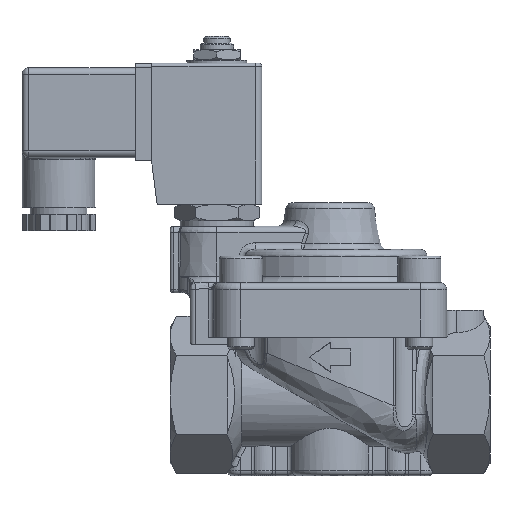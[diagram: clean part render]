
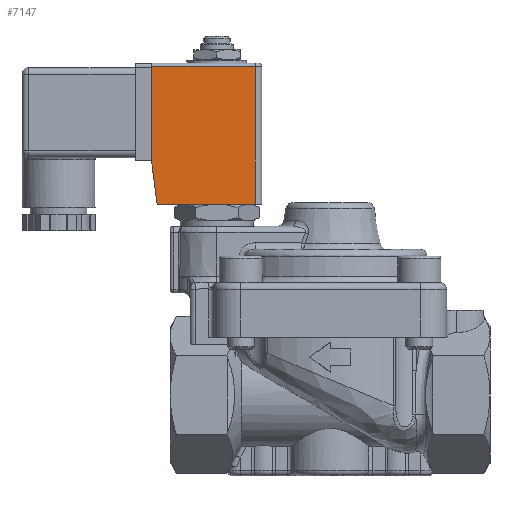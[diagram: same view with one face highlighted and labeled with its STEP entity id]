
A CAD part, left-side view. The second image highlights one B-rep face of the part: STEP entity #7147.
In plain terms, the highlighted planar face has unit normal (-1, 0, 0).
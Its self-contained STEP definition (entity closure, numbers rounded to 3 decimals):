
#464=LINE('',#11018,#844);
#481=LINE('',#11079,#861);
#487=LINE('',#11091,#867);
#491=LINE('',#11112,#871);
#494=LINE('',#11132,#874);
#844=VECTOR('',#8770,29.427);
#861=VECTOR('',#8825,12.197);
#867=VECTOR('',#8835,29.305);
#871=VECTOR('',#8851,41.4);
#874=VECTOR('',#8868,31.);
#1325=PLANE('',#7700);
#1572=FACE_OUTER_BOUND('',#2059,.T.);
#2059=EDGE_LOOP('',(#5162,#5163,#5164,#5165,#5166));
#2996=VERTEX_POINT('',#11007);
#3001=VERTEX_POINT('',#11016);
#3026=VERTEX_POINT('',#11078);
#3030=VERTEX_POINT('',#11090);
#3031=VERTEX_POINT('',#11105);
#3765=EDGE_CURVE('',#2996,#3001,#464,.T.);
#3794=EDGE_CURVE('',#3026,#2996,#481,.T.);
#3800=EDGE_CURVE('',#3026,#3030,#487,.T.);
#3809=EDGE_CURVE('',#3031,#3001,#491,.T.);
#3815=EDGE_CURVE('',#3030,#3031,#494,.T.);
#5162=ORIENTED_EDGE('',*,*,#3794,.T.);
#5163=ORIENTED_EDGE('',*,*,#3765,.T.);
#5164=ORIENTED_EDGE('',*,*,#3809,.F.);
#5165=ORIENTED_EDGE('',*,*,#3815,.F.);
#5166=ORIENTED_EDGE('',*,*,#3800,.F.);
#7147=ADVANCED_FACE('',(#1572),#1325,.T.);
#7700=AXIS2_PLACEMENT_3D('',#11136,#8875,#8876);
#8770=DIRECTION('',(0.,-1.,0.));
#8825=DIRECTION('',(0.,-0.129,-0.992));
#8835=DIRECTION('',(0.,0.,1.));
#8851=DIRECTION('',(0.,0.,-1.));
#8868=DIRECTION('',(0.,-1.,0.));
#8875=DIRECTION('center_axis',(-1.,0.,0.));
#8876=DIRECTION('ref_axis',(0.,0.,-1.));
#11007=CARTESIAN_POINT('',(-14.95,64.492,27.394));
#11016=CARTESIAN_POINT('',(-14.95,35.064,27.394));
#11018=CARTESIAN_POINT('',(-14.95,66.064,27.394));
#11078=CARTESIAN_POINT('',(-14.95,66.064,39.489));
#11079=CARTESIAN_POINT('',(-14.95,65.079,31.914));
#11090=CARTESIAN_POINT('',(-14.95,66.064,68.794));
#11091=CARTESIAN_POINT('',(-14.95,66.064,27.394));
#11105=CARTESIAN_POINT('',(-14.95,35.064,68.794));
#11112=CARTESIAN_POINT('',(-14.95,35.064,27.394));
#11132=CARTESIAN_POINT('',(-14.95,41.314,68.794));
#11136=CARTESIAN_POINT('Origin',(-14.95,33.064,27.394));
